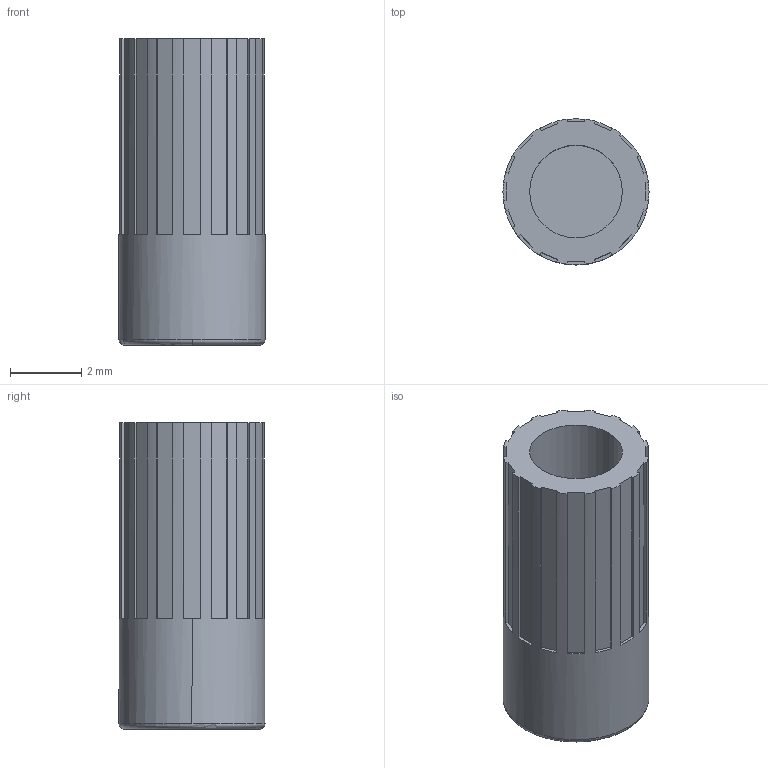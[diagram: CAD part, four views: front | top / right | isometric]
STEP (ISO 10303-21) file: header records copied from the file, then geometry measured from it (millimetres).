
FILE_DESCRIPTION((''),'2;1');
FILE_NAME('CAD2451_SW0001','2016-09-16T',('cmozuch'),(''),'PRO/ENGINEER BY PARAMETRIC TECHNOLOGY CORPORATION, 2015440','PRO/ENGINEER BY PARAMETRIC TECHNOLOGY CORPORATION, 2015440','');
FILE_SCHEMA(('CONFIG_CONTROL_DESIGN'));
Length unit declared in the file: millimetre
Products named in the file (1): CAD2451_SW0001
Bounding box: 4.1 x 4.1 x 8.6 mm (x, y, z)
Volume: 90 mm3; surface area: 184.7 mm2
Topology: 1 solids, 1 shells, 79 faces, 225 edges, 151 vertices
Faces by surface type: plane 69, cylinder 8, torus 2
Entity records: 3204 total; most frequent: CARTESIAN_POINT 455, ORIENTED_EDGE 450, DIRECTION 440, EDGE_CURVE 225, VECTOR 168, LINE 168, VERTEX_POINT 151, AXIS2_PLACEMENT_3D 136
